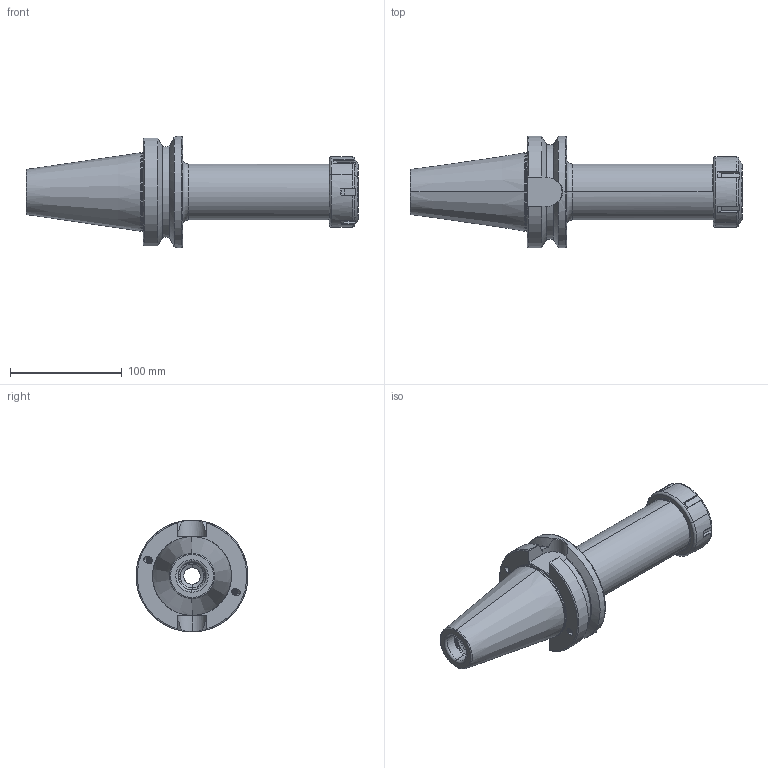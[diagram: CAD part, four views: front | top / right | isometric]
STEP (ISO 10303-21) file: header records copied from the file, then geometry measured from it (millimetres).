
FILE_DESCRIPTION (( 'STEP AP203' ), '1' );
FILE_NAME ('506.02.26.3.STEP', '2016-11-26T00:54:46', ( '' ), ( '' ), 'SwSTEP 2.0', 'SolidWorks 2012', '' );
FILE_SCHEMA (( 'CONFIG_CONTROL_DESIGN' ));
Length unit declared in the file: millimetre
Products named in the file (3): 506.02.26.3; 2-01.100.0400260C7_ER40螺帽(六溝)
Assembly tree (2 placements, depth 2):
  506.02.26.3
    506.02.26.3
    2-01.100.0400260C7_ER40螺帽(六溝)
Bounding box: 296.5 x 100 x 100 mm (x, y, z)
Volume: 690932.5 mm3; surface area: 107472.8 mm2
Topology: 2 solids, 2 shells, 354 faces, 941 edges, 594 vertices
Faces by surface type: cylinder 144, plane 76, bspline 56, torus 55, cone 23
Entity records: 24105 total; most frequent: CARTESIAN_POINT 16176, ORIENTED_EDGE 1878, DIRECTION 1292, EDGE_CURVE 939, VERTEX_POINT 594, AXIS2_PLACEMENT_3D 507, EDGE_LOOP 367, ADVANCED_FACE 354
